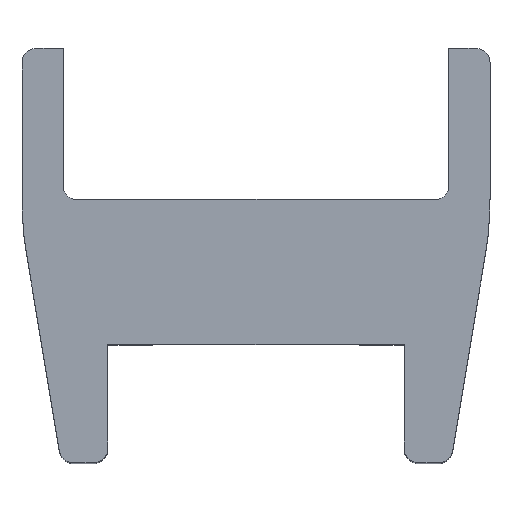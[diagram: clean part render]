
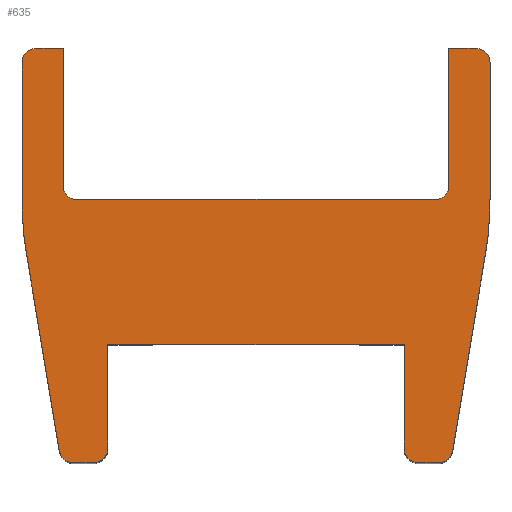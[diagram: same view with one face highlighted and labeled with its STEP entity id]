
A CAD part, top view. The second image highlights one B-rep face of the part: STEP entity #635.
In plain terms, the highlighted planar face has unit normal (0, 0, 1).
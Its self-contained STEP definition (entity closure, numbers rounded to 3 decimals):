
#16=PLANE('',#691);
#37=FACE_OUTER_BOUND('',#71,.T.);
#71=EDGE_LOOP('',(#435,#436,#437,#438,#439,#440,#441,#442,#443,#444,#445,
#446,#447,#448,#449,#450,#451,#452,#453,#454,#455,#456,#457,#458,#459,#460));
#105=LINE('',#955,#173);
#108=LINE('',#961,#176);
#109=LINE('',#965,#177);
#110=LINE('',#969,#178);
#111=LINE('',#973,#179);
#112=LINE('',#977,#180);
#113=LINE('',#981,#181);
#114=LINE('',#985,#182);
#115=LINE('',#989,#183);
#116=LINE('',#993,#184);
#117=LINE('',#997,#185);
#118=LINE('',#1001,#186);
#119=LINE('',#1003,#187);
#120=LINE('',#1005,#188);
#173=VECTOR('',#761,10.);
#176=VECTOR('',#766,10.);
#177=VECTOR('',#769,10.);
#178=VECTOR('',#772,10.);
#179=VECTOR('',#775,10.);
#180=VECTOR('',#778,10.);
#181=VECTOR('',#781,10.);
#182=VECTOR('',#784,10.);
#183=VECTOR('',#787,10.);
#184=VECTOR('',#790,10.);
#185=VECTOR('',#793,10.);
#186=VECTOR('',#796,10.);
#187=VECTOR('',#797,10.);
#188=VECTOR('',#798,10.);
#240=CIRCLE('',#689,0.5);
#241=CIRCLE('',#692,11.6);
#242=CIRCLE('',#693,0.5);
#243=CIRCLE('',#694,0.5);
#244=CIRCLE('',#695,0.413);
#245=CIRCLE('',#696,0.413);
#246=CIRCLE('',#697,0.5);
#247=CIRCLE('',#698,0.5);
#248=CIRCLE('',#699,11.6);
#249=CIRCLE('',#700,0.5);
#250=CIRCLE('',#701,0.5);
#251=CIRCLE('',#702,0.5);
#269=VERTEX_POINT('',#948);
#270=VERTEX_POINT('',#950);
#271=VERTEX_POINT('',#954);
#273=VERTEX_POINT('',#960);
#274=VERTEX_POINT('',#962);
#275=VERTEX_POINT('',#964);
#276=VERTEX_POINT('',#966);
#277=VERTEX_POINT('',#968);
#278=VERTEX_POINT('',#970);
#279=VERTEX_POINT('',#972);
#280=VERTEX_POINT('',#974);
#281=VERTEX_POINT('',#976);
#282=VERTEX_POINT('',#978);
#283=VERTEX_POINT('',#980);
#284=VERTEX_POINT('',#982);
#285=VERTEX_POINT('',#984);
#286=VERTEX_POINT('',#986);
#287=VERTEX_POINT('',#988);
#288=VERTEX_POINT('',#990);
#289=VERTEX_POINT('',#992);
#290=VERTEX_POINT('',#994);
#291=VERTEX_POINT('',#996);
#292=VERTEX_POINT('',#998);
#293=VERTEX_POINT('',#1000);
#294=VERTEX_POINT('',#1002);
#295=VERTEX_POINT('',#1004);
#333=EDGE_CURVE('',#269,#270,#240,.T.);
#335=EDGE_CURVE('',#270,#271,#105,.T.);
#338=EDGE_CURVE('',#269,#273,#108,.T.);
#339=EDGE_CURVE('',#274,#273,#241,.T.);
#340=EDGE_CURVE('',#275,#274,#109,.T.);
#341=EDGE_CURVE('',#276,#275,#242,.T.);
#342=EDGE_CURVE('',#277,#276,#110,.T.);
#343=EDGE_CURVE('',#277,#278,#243,.T.);
#344=EDGE_CURVE('',#278,#279,#111,.T.);
#345=EDGE_CURVE('',#280,#279,#244,.T.);
#346=EDGE_CURVE('',#280,#281,#112,.T.);
#347=EDGE_CURVE('',#282,#281,#245,.T.);
#348=EDGE_CURVE('',#282,#283,#113,.T.);
#349=EDGE_CURVE('',#284,#283,#246,.T.);
#350=EDGE_CURVE('',#284,#285,#114,.T.);
#351=EDGE_CURVE('',#286,#285,#247,.T.);
#352=EDGE_CURVE('',#286,#287,#115,.T.);
#353=EDGE_CURVE('',#288,#287,#248,.T.);
#354=EDGE_CURVE('',#289,#288,#116,.T.);
#355=EDGE_CURVE('',#290,#289,#249,.T.);
#356=EDGE_CURVE('',#290,#291,#117,.T.);
#357=EDGE_CURVE('',#292,#291,#250,.T.);
#358=EDGE_CURVE('',#292,#293,#118,.T.);
#359=EDGE_CURVE('',#293,#294,#119,.T.);
#360=EDGE_CURVE('',#295,#294,#120,.T.);
#361=EDGE_CURVE('',#295,#271,#251,.T.);
#435=ORIENTED_EDGE('',*,*,#333,.F.);
#436=ORIENTED_EDGE('',*,*,#338,.T.);
#437=ORIENTED_EDGE('',*,*,#339,.F.);
#438=ORIENTED_EDGE('',*,*,#340,.F.);
#439=ORIENTED_EDGE('',*,*,#341,.F.);
#440=ORIENTED_EDGE('',*,*,#342,.F.);
#441=ORIENTED_EDGE('',*,*,#343,.T.);
#442=ORIENTED_EDGE('',*,*,#344,.T.);
#443=ORIENTED_EDGE('',*,*,#345,.F.);
#444=ORIENTED_EDGE('',*,*,#346,.T.);
#445=ORIENTED_EDGE('',*,*,#347,.F.);
#446=ORIENTED_EDGE('',*,*,#348,.T.);
#447=ORIENTED_EDGE('',*,*,#349,.F.);
#448=ORIENTED_EDGE('',*,*,#350,.T.);
#449=ORIENTED_EDGE('',*,*,#351,.F.);
#450=ORIENTED_EDGE('',*,*,#352,.T.);
#451=ORIENTED_EDGE('',*,*,#353,.F.);
#452=ORIENTED_EDGE('',*,*,#354,.F.);
#453=ORIENTED_EDGE('',*,*,#355,.F.);
#454=ORIENTED_EDGE('',*,*,#356,.T.);
#455=ORIENTED_EDGE('',*,*,#357,.F.);
#456=ORIENTED_EDGE('',*,*,#358,.T.);
#457=ORIENTED_EDGE('',*,*,#359,.T.);
#458=ORIENTED_EDGE('',*,*,#360,.F.);
#459=ORIENTED_EDGE('',*,*,#361,.T.);
#460=ORIENTED_EDGE('',*,*,#335,.F.);
#635=ADVANCED_FACE('',(#37),#16,.T.);
#689=AXIS2_PLACEMENT_3D('',#951,#756,#757);
#691=AXIS2_PLACEMENT_3D('',#959,#764,#765);
#692=AXIS2_PLACEMENT_3D('',#963,#767,#768);
#693=AXIS2_PLACEMENT_3D('',#967,#770,#771);
#694=AXIS2_PLACEMENT_3D('',#971,#773,#774);
#695=AXIS2_PLACEMENT_3D('',#975,#776,#777);
#696=AXIS2_PLACEMENT_3D('',#979,#779,#780);
#697=AXIS2_PLACEMENT_3D('',#983,#782,#783);
#698=AXIS2_PLACEMENT_3D('',#987,#785,#786);
#699=AXIS2_PLACEMENT_3D('',#991,#788,#789);
#700=AXIS2_PLACEMENT_3D('',#995,#791,#792);
#701=AXIS2_PLACEMENT_3D('',#999,#794,#795);
#702=AXIS2_PLACEMENT_3D('',#1006,#799,#800);
#756=DIRECTION('center_axis',(0.,0.,
-1.));
#757=DIRECTION('ref_axis',(0.646,-0.763,0.));
#761=DIRECTION('',(-1.,0.,0.));
#764=DIRECTION('center_axis',(0.,0.,
1.));
#765=DIRECTION('ref_axis',(0.,1.,0.));
#766=DIRECTION('',(0.164,0.986,0.));
#767=DIRECTION('center_axis',(0.,0.,
-1.));
#768=DIRECTION('ref_axis',(0.997,-0.082,0.));
#769=DIRECTION('',(0.,-1.,0.));
#770=DIRECTION('center_axis',(0.,0.,
-1.));
#771=DIRECTION('ref_axis',(0.707,0.707,0.));
#772=DIRECTION('',(1.,0.,0.));
#773=DIRECTION('center_axis',(0.,0.,
1.));
#774=DIRECTION('ref_axis',(-0.707,0.707,0.));
#775=DIRECTION('',(0.,-1.,0.));
#776=DIRECTION('center_axis',(0.,0.,
1.));
#777=DIRECTION('ref_axis',(0.707,-0.707,0.));
#778=DIRECTION('',(-1.,0.,0.));
#779=DIRECTION('center_axis',(0.,0.,
1.));
#780=DIRECTION('ref_axis',(-0.707,-0.707,0.));
#781=DIRECTION('',(0.,1.,0.));
#782=DIRECTION('center_axis',(0.,0.,
-1.));
#783=DIRECTION('ref_axis',(0.707,0.707,0.));
#784=DIRECTION('',(-1.,0.,0.));
#785=DIRECTION('center_axis',(0.,0.,
-1.));
#786=DIRECTION('ref_axis',(-0.707,0.707,0.));
#787=DIRECTION('',(0.,-1.,0.));
#788=DIRECTION('center_axis',(0.,0.,
-1.));
#789=DIRECTION('ref_axis',(-0.997,-0.082,0.));
#790=DIRECTION('',(-0.164,0.986,0.));
#791=DIRECTION('center_axis',(0.,0.,
-1.));
#792=DIRECTION('ref_axis',(-0.646,-0.763,0.));
#793=DIRECTION('',(1.,0.,0.));
#794=DIRECTION('center_axis',(0.,0.,
-1.));
#795=DIRECTION('ref_axis',(0.707,-0.707,0.));
#796=DIRECTION('',(0.,1.,0.));
#797=DIRECTION('',(1.,0.,0.));
#798=DIRECTION('',(0.,1.,0.));
#799=DIRECTION('center_axis',(0.,0.,
1.));
#800=DIRECTION('ref_axis',(-0.707,-0.707,0.));
#948=CARTESIAN_POINT('',(6.208,21.468,286.324));
#950=CARTESIAN_POINT('',(5.715,21.05,286.324));
#951=CARTESIAN_POINT('Origin',(5.715,21.55,286.324));
#954=CARTESIAN_POINT('',(5.066,21.05,286.324));
#955=CARTESIAN_POINT('',(-0.434,21.05,286.324));
#959=CARTESIAN_POINT('Origin',(-0.434,27.55,286.324));
#960=CARTESIAN_POINT('',(7.308,28.07,286.324));
#961=CARTESIAN_POINT('',(6.988,26.146,286.324));
#962=CARTESIAN_POINT('',(7.466,29.977,286.324));
#963=CARTESIAN_POINT('Origin',(-4.134,29.977,286.324));
#964=CARTESIAN_POINT('',(7.466,34.55,286.324));
#965=CARTESIAN_POINT('',(7.466,27.55,286.324));
#966=CARTESIAN_POINT('',(6.966,35.05,286.324));
#967=CARTESIAN_POINT('Origin',(6.966,34.55,286.324));
#968=CARTESIAN_POINT('',(6.166,35.05,286.324));
#969=CARTESIAN_POINT('',(-0.434,35.05,286.324));
#970=CARTESIAN_POINT('',(6.066,35.04,286.324));
#971=CARTESIAN_POINT('Origin',(6.166,34.55,286.324));
#972=CARTESIAN_POINT('',(6.066,30.362,286.324));
#973=CARTESIAN_POINT('',(6.066,31.3,286.324));
#974=CARTESIAN_POINT('',(5.654,29.95,286.324));
#975=CARTESIAN_POINT('Origin',(5.654,30.362,286.324));
#976=CARTESIAN_POINT('',(-6.521,29.95,286.324));
#977=CARTESIAN_POINT('',(2.816,29.95,286.324));
#978=CARTESIAN_POINT('',(-6.934,30.362,286.324));
#979=CARTESIAN_POINT('Origin',(-6.521,30.362,286.324));
#980=CARTESIAN_POINT('',(-6.934,35.04,286.324));
#981=CARTESIAN_POINT('',(-6.934,28.75,286.324));
#982=CARTESIAN_POINT('',(-7.034,35.05,286.324));
#983=CARTESIAN_POINT('Origin',(-7.034,34.55,286.324));
#984=CARTESIAN_POINT('',(-7.834,35.05,286.324));
#985=CARTESIAN_POINT('',(-0.434,35.05,286.324));
#986=CARTESIAN_POINT('',(-8.334,34.55,286.324));
#987=CARTESIAN_POINT('Origin',(-7.834,34.55,286.324));
#988=CARTESIAN_POINT('',(-8.334,29.977,286.324));
#989=CARTESIAN_POINT('',(-8.334,27.55,286.324));
#990=CARTESIAN_POINT('',(-8.176,28.07,286.324));
#991=CARTESIAN_POINT('Origin',(3.266,29.977,286.324));
#992=CARTESIAN_POINT('',(-7.076,21.468,286.324));
#993=CARTESIAN_POINT('',(-7.855,26.146,286.324));
#994=CARTESIAN_POINT('',(-6.582,21.05,286.324));
#995=CARTESIAN_POINT('Origin',(-6.582,21.55,286.324));
#996=CARTESIAN_POINT('',(-5.934,21.05,286.324));
#997=CARTESIAN_POINT('',(-0.434,21.05,286.324));
#998=CARTESIAN_POINT('',(-5.434,21.55,286.324));
#999=CARTESIAN_POINT('Origin',(-5.934,21.55,286.324));
#1000=CARTESIAN_POINT('',(-5.434,25.05,286.324));
#1001=CARTESIAN_POINT('',(-5.434,25.55,286.324));
#1002=CARTESIAN_POINT('',(4.566,25.05,286.324));
#1003=CARTESIAN_POINT('',(-0.434,25.05,286.324));
#1004=CARTESIAN_POINT('',(4.566,21.55,286.324));
#1005=CARTESIAN_POINT('',(4.566,25.55,286.324));
#1006=CARTESIAN_POINT('Origin',(5.066,21.55,286.324));
